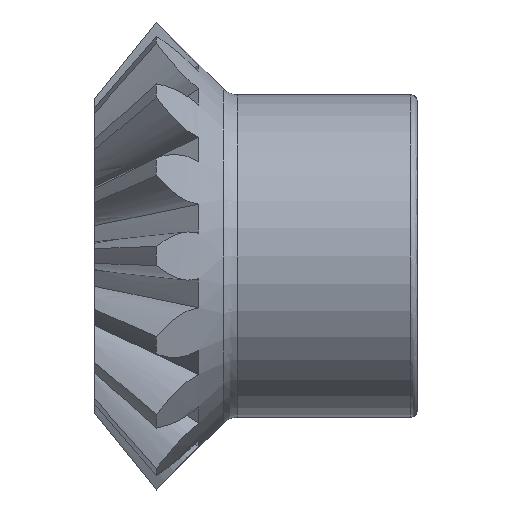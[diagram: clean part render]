
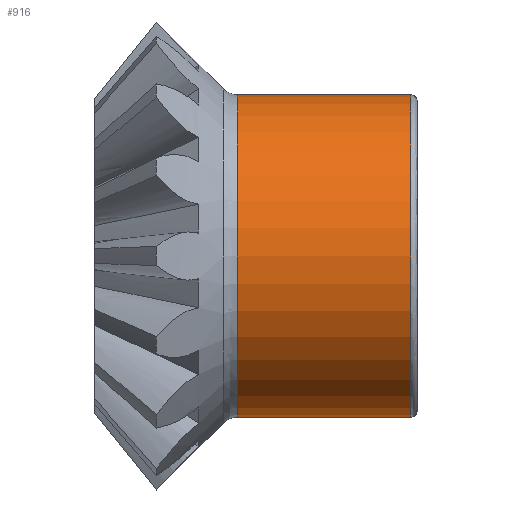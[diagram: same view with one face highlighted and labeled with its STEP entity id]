
A CAD part, left-side view. The second image highlights one B-rep face of the part: STEP entity #916.
In plain terms, the highlighted cylindrical face has radius 9.525 mm (diameter 19.05 mm), a partial arc.
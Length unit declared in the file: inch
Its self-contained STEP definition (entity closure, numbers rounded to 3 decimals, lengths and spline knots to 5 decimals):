
#150 = EDGE_CURVE ( 'NONE', #432, #450, #7598, .T. ) ;
#389 = VERTEX_POINT ( 'NONE', #5807 ) ;
#411 = VERTEX_POINT ( 'NONE', #5694 ) ;
#432 = VERTEX_POINT ( 'NONE', #5789 ) ;
#450 = VERTEX_POINT ( 'NONE', #5910 ) ;
#916 = ADVANCED_FACE ( 'NONE', ( #7549 ), #7177, .T. ) ;
#1305 = DIRECTION ( 'NONE',  ( 0., 0., -1. ) ) ;
#1306 = DIRECTION ( 'NONE',  ( 0., 1., 0. ) ) ;
#1333 = CARTESIAN_POINT ( 'NONE',  ( 0., -0.12763, 0. ) ) ;
#1342 = DIRECTION ( 'NONE',  ( 0., -1., 0. ) ) ;
#1343 = CARTESIAN_POINT ( 'NONE',  ( 0., 0.91924, 0.375 ) ) ;
#1486 = DIRECTION ( 'NONE',  ( 0., -1., 0. ) ) ;
#1487 = CARTESIAN_POINT ( 'NONE',  ( 0., 0.91924, -0.375 ) ) ;
#2862 = CIRCLE ( 'NONE', #6516, 0.375 ) ;
#5625 = CARTESIAN_POINT ( 'NONE',  ( 0., 0.91924, 0. ) ) ;
#5640 = DIRECTION ( 'NONE',  ( 0., 0., -1. ) ) ;
#5641 = DIRECTION ( 'NONE',  ( 0., -1., 0. ) ) ;
#5694 = CARTESIAN_POINT ( 'NONE',  ( 0., -0.12763, 0.375 ) ) ;
#5778 = DIRECTION ( 'NONE',  ( 0., 0., -1. ) ) ;
#5789 = CARTESIAN_POINT ( 'NONE',  ( 0., 0.27478, 0.375 ) ) ;
#5807 = CARTESIAN_POINT ( 'NONE',  ( 0., -0.12763, -0.375 ) ) ;
#5823 = DIRECTION ( 'NONE',  ( 0., -1., 0. ) ) ;
#5851 = CARTESIAN_POINT ( 'NONE',  ( 0., 0.27478, 0. ) ) ;
#5910 = CARTESIAN_POINT ( 'NONE',  ( 0., 0.27478, -0.375 ) ) ;
#6416 = EDGE_CURVE ( 'NONE', #450, #389, #7139, .T. ) ;
#6430 = EDGE_CURVE ( 'NONE', #432, #411, #7198, .T. ) ;
#6434 = EDGE_CURVE ( 'NONE', #389, #411, #2862, .T. ) ;
#6440 = AXIS2_PLACEMENT_3D ( 'NONE', #5851, #5823, #5778 ) ;
#6443 = AXIS2_PLACEMENT_3D ( 'NONE', #5625, #5641, #5640 ) ;
#6516 = AXIS2_PLACEMENT_3D ( 'NONE', #1333, #1306, #1305 ) ;
#7054 = EDGE_LOOP ( 'NONE', ( #7309, #7304, #7300, #7306 ) ) ;
#7139 = LINE ( 'NONE', #1487, #7313 ) ;
#7177 = CYLINDRICAL_SURFACE ( 'NONE', #6443, 0.375 ) ;
#7198 = LINE ( 'NONE', #1343, #7372 ) ;
#7300 = ORIENTED_EDGE ( 'NONE', *, *, #6416, .T. ) ;
#7304 = ORIENTED_EDGE ( 'NONE', *, *, #150, .T. ) ;
#7306 = ORIENTED_EDGE ( 'NONE', *, *, #6434, .T. ) ;
#7309 = ORIENTED_EDGE ( 'NONE', *, *, #6430, .F. ) ;
#7313 = VECTOR ( 'NONE', #1486, 39.37008 ) ;
#7372 = VECTOR ( 'NONE', #1342, 39.37008 ) ;
#7549 = FACE_OUTER_BOUND ( 'NONE', #7054, .T. ) ;
#7598 = CIRCLE ( 'NONE', #6440, 0.375 ) ;
